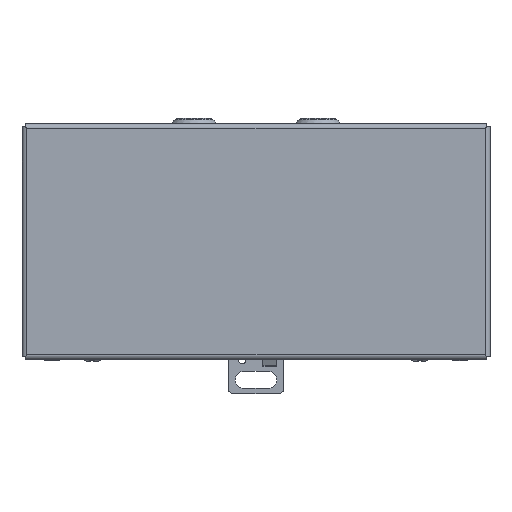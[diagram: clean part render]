
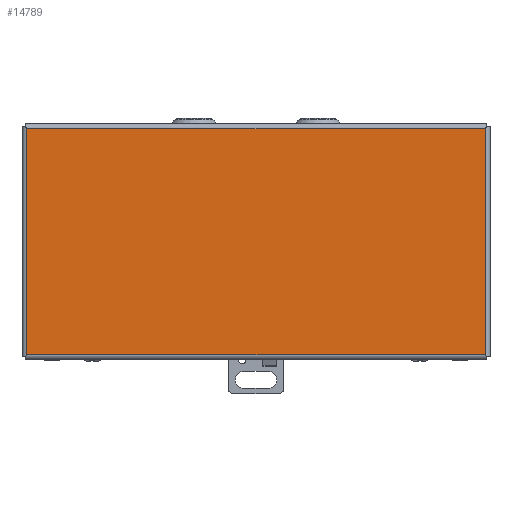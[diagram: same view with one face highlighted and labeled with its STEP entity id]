
A CAD part, top view. The second image highlights one B-rep face of the part: STEP entity #14789.
In plain terms, the highlighted planar face has unit normal (0, 0, 1).
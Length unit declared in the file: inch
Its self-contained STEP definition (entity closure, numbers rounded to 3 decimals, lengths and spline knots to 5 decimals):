
#145 = DIRECTION ( 'NONE',  ( 0., 1., 0. ) ) ;
#446 = CARTESIAN_POINT ( 'NONE',  ( 4.1585, -0.029, 5.0285 ) ) ;
#892 = VERTEX_POINT ( 'NONE', #4431 ) ;
#1187 = VERTEX_POINT ( 'NONE', #5507 ) ;
#1694 = DIRECTION ( 'NONE',  ( 0., -1., 0. ) ) ;
#1729 = LINE ( 'NONE', #7798, #3635 ) ;
#2315 = AXIS2_PLACEMENT_3D ( 'NONE', #446, #6593, #3033 ) ;
#2661 = CARTESIAN_POINT ( 'NONE',  ( -4.1585, -0.029, 5.0285 ) ) ;
#2844 = VERTEX_POINT ( 'NONE', #14974 ) ;
#3033 = DIRECTION ( 'NONE',  ( -1., 0., 0. ) ) ;
#3380 = VECTOR ( 'NONE', #1694, 39.37008 ) ;
#3630 = EDGE_CURVE ( 'NONE', #14075, #1187, #1729, .T. ) ;
#3635 = VECTOR ( 'NONE', #6540, 39.37008 ) ;
#4284 = LINE ( 'NONE', #10341, #3380 ) ;
#4431 = CARTESIAN_POINT ( 'NONE',  ( 4.1585, -0.029, 5.0285 ) ) ;
#4798 = CARTESIAN_POINT ( 'NONE',  ( -4.1585, -4.135, 5.0285 ) ) ;
#4946 = VECTOR ( 'NONE', #145, 39.37008 ) ;
#5507 = CARTESIAN_POINT ( 'NONE',  ( -4.1585, -4.135, 5.0285 ) ) ;
#6278 = DIRECTION ( 'NONE',  ( 1., 0., 0. ) ) ;
#6540 = DIRECTION ( 'NONE',  ( -1., 0., 0. ) ) ;
#6593 = DIRECTION ( 'NONE',  ( 0., 0., 1. ) ) ;
#7798 = CARTESIAN_POINT ( 'NONE',  ( 4.1585, -4.135, 5.0285 ) ) ;
#9580 = ORIENTED_EDGE ( 'NONE', *, *, #14685, .F. ) ;
#10341 = CARTESIAN_POINT ( 'NONE',  ( 4.1585, -0.029, 5.0285 ) ) ;
#10745 = EDGE_CURVE ( 'NONE', #892, #14075, #4284, .T. ) ;
#11090 = LINE ( 'NONE', #4798, #4946 ) ;
#11549 = ORIENTED_EDGE ( 'NONE', *, *, #11839, .F. ) ;
#11839 = EDGE_CURVE ( 'NONE', #1187, #2844, #11090, .T. ) ;
#12467 = CARTESIAN_POINT ( 'NONE',  ( 4.1585, -4.135, 5.0285 ) ) ;
#12604 = VECTOR ( 'NONE', #6278, 39.37008 ) ;
#13034 = EDGE_LOOP ( 'NONE', ( #11549, #14831, #15428, #9580 ) ) ;
#13454 = LINE ( 'NONE', #2661, #12604 ) ;
#13526 = PLANE ( 'NONE',  #2315 ) ;
#14075 = VERTEX_POINT ( 'NONE', #12467 ) ;
#14685 = EDGE_CURVE ( 'NONE', #2844, #892, #13454, .T. ) ;
#14789 = ADVANCED_FACE ( 'NONE', ( #15018 ), #13526, .T. ) ;
#14831 = ORIENTED_EDGE ( 'NONE', *, *, #3630, .F. ) ;
#14974 = CARTESIAN_POINT ( 'NONE',  ( -4.1585, -0.029, 5.0285 ) ) ;
#15018 = FACE_OUTER_BOUND ( 'NONE', #13034, .T. ) ;
#15428 = ORIENTED_EDGE ( 'NONE', *, *, #10745, .F. ) ;
